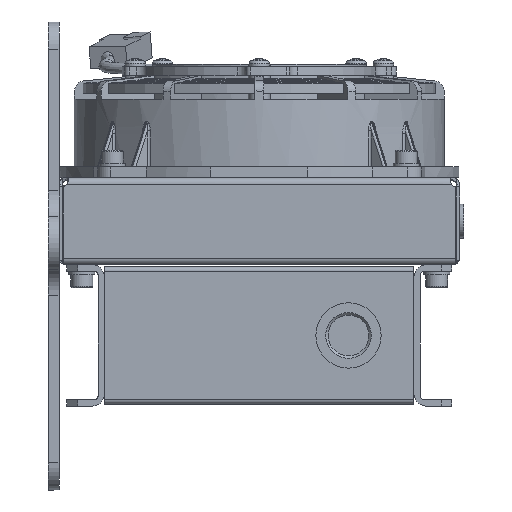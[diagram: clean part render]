
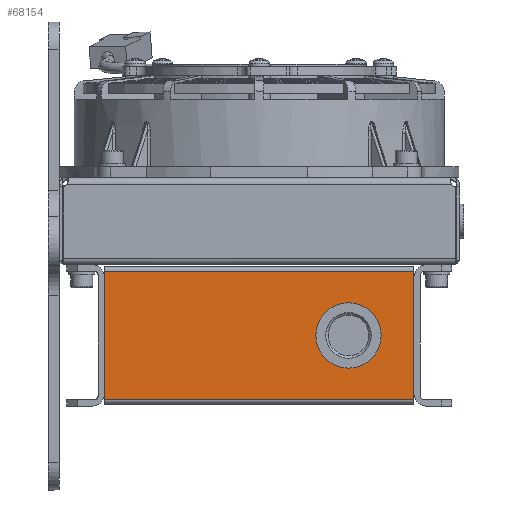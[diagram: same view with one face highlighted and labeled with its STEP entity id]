
A CAD part, front view. The second image highlights one B-rep face of the part: STEP entity #68154.
In plain terms, the highlighted planar face has unit normal (0, -1, 0).
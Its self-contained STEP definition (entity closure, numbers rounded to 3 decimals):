
#67395=CARTESIAN_POINT('',(7.699,-128.292,4.008));
#67396=VERTEX_POINT('',#67395);
#67397=CARTESIAN_POINT('',(22.699,-128.292,4.008));
#67398=DIRECTION('',(0.0,1.0,0.0));
#67399=DIRECTION('',(1.0,0.0,0.0));
#67400=AXIS2_PLACEMENT_3D('',#67397,#67398,#67399);
#67401=CIRCLE('',#67400,15.0);
#67402=EDGE_CURVE('',#67396,#67396,#67401,.T.);
#68043=CARTESIAN_POINT('',(-89.301,-128.292,33.508));
#68044=VERTEX_POINT('',#68043);
#68052=CARTESIAN_POINT('',(52.699,-128.292,33.508));
#68053=VERTEX_POINT('',#68052);
#68054=CARTESIAN_POINT('',(-89.301,-128.292,33.508));
#68055=DIRECTION('',(1.0,0.0,0.0));
#68056=VECTOR('',#68055,142.0);
#68057=LINE('',#68054,#68056);
#68058=EDGE_CURVE('',#68044,#68053,#68057,.T.);
#68084=CARTESIAN_POINT('',(52.699,-128.292,-25.492));
#68085=VERTEX_POINT('',#68084);
#68086=CARTESIAN_POINT('',(52.699,-128.292,-25.492));
#68087=DIRECTION('',(0.0,0.0,1.0));
#68088=VECTOR('',#68087,59.);
#68089=LINE('',#68086,#68088);
#68090=EDGE_CURVE('',#68085,#68053,#68089,.T.);
#68128=CARTESIAN_POINT('',(-18.301,-128.292,35.508));
#68129=DIRECTION('',(0.0,-1.0,0.0));
#68130=DIRECTION('',(0.0,0.0,1.0));
#68131=AXIS2_PLACEMENT_3D('',#68128,#68129,#68130);
#68132=PLANE('',#68131);
#68133=ORIENTED_EDGE('',*,*,#68058,.F.);
#68134=CARTESIAN_POINT('',(-89.301,-128.292,-25.492));
#68135=VERTEX_POINT('',#68134);
#68136=CARTESIAN_POINT('',(-89.301,-128.292,33.508));
#68137=DIRECTION('',(0.0,0.0,-1.0));
#68138=VECTOR('',#68137,59.);
#68139=LINE('',#68136,#68138);
#68140=EDGE_CURVE('',#68044,#68135,#68139,.T.);
#68141=ORIENTED_EDGE('',*,*,#68140,.T.);
#68142=CARTESIAN_POINT('',(52.699,-128.292,-25.492));
#68143=DIRECTION('',(-1.0,0.0,0.0));
#68144=VECTOR('',#68143,142.0);
#68145=LINE('',#68142,#68144);
#68146=EDGE_CURVE('',#68085,#68135,#68145,.T.);
#68147=ORIENTED_EDGE('',*,*,#68146,.F.);
#68148=ORIENTED_EDGE('',*,*,#68090,.T.);
#68149=EDGE_LOOP('',(#68133,#68141,#68147,#68148));
#68150=FACE_OUTER_BOUND('',#68149,.T.);
#68151=ORIENTED_EDGE('',*,*,#67402,.T.);
#68152=EDGE_LOOP('',(#68151));
#68153=FACE_BOUND('',#68152,.T.);
#68154=ADVANCED_FACE('',(#68150,#68153),#68132,.T.);
